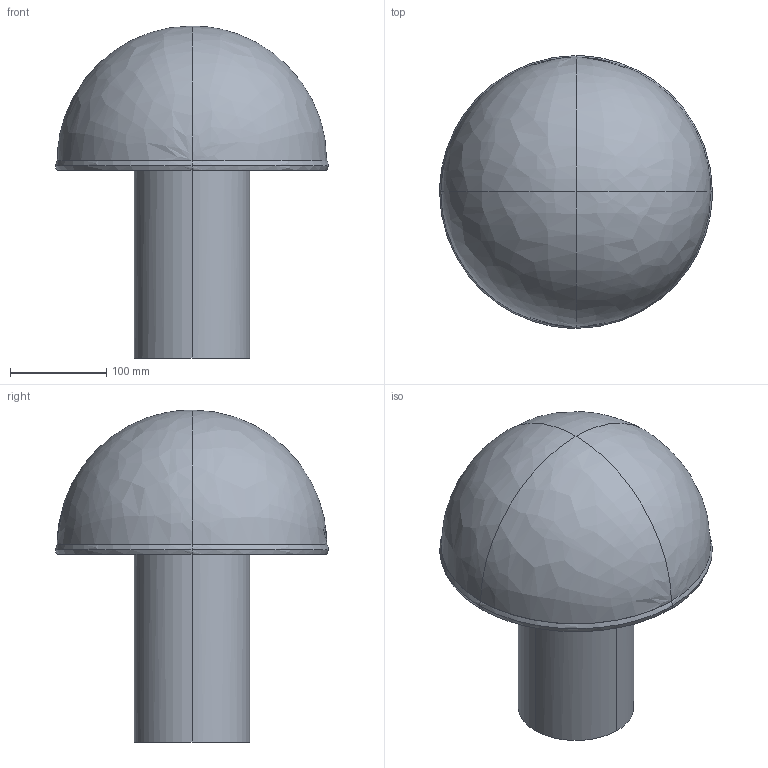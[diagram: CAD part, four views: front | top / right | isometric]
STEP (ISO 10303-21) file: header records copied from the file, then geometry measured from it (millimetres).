
FILE_DESCRIPTION(/* description */ (''),/* implementation_level */ '2;1');
FILE_NAME(/* name */ 'Onfale_Tavolo_28_3D',/* time_stamp */ '2011-11-15T17:04:22+01:00',/* author */ (''),/* organization */ (''),/* preprocessor_version */ 'ST-DEVELOPER v10',/* originating_system */ '',/* authorisation */ '');
FILE_SCHEMA (('CONFIG_CONTROL_DESIGN'));
Length unit declared in the file: millimetre
Products named in the file (1): 1
Bounding box: 283.51 x 283.51 x 345 mm (x, y, z)
Volume: 830047 mm3; surface area: 476742.9 mm2
Topology: 5 solids, 19 shells, 66 faces, 184 edges, 130 vertices
Faces by surface type: bspline 56, plane 10
Entity records: 3438 total; most frequent: CARTESIAN_POINT 2435, ORIENTED_EDGE 284, EDGE_CURVE 172, VERTEX_POINT 130, EDGE_LOOP 70, ADVANCED_FACE 66, FACE_OUTER_BOUND 66, B_SPLINE_CURVE_WITH_KNOTS 48
